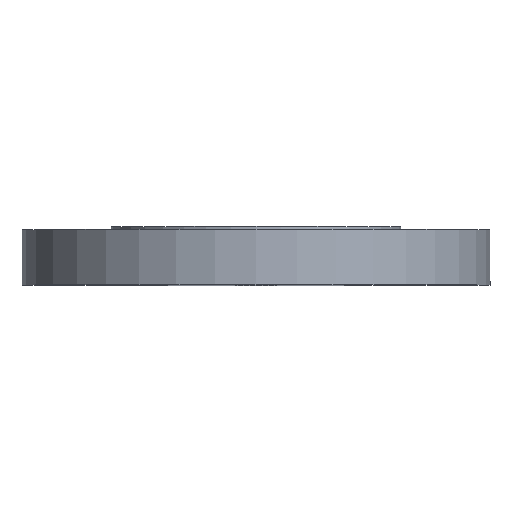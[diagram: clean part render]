
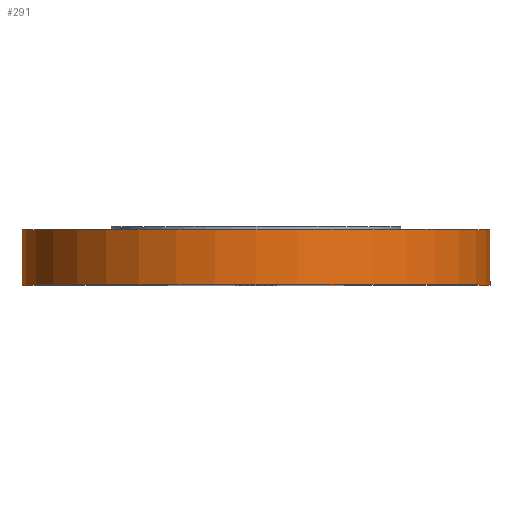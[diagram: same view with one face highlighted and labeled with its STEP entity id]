
A CAD part, top view. The second image highlights one B-rep face of the part: STEP entity #291.
In plain terms, the highlighted cylindrical face has radius 127 mm (diameter 254 mm), a partial arc.
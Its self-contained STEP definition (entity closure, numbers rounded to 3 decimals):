
#50 = CARTESIAN_POINT ( 'NONE',  ( 127., 0., 0. ) ) ;
#63 = ORIENTED_EDGE ( 'NONE', *, *, #758, .T. ) ;
#80 = VERTEX_POINT ( 'NONE', #361 ) ;
#86 = CARTESIAN_POINT ( 'NONE',  ( 0., 30.1, 0. ) ) ;
#101 = DIRECTION ( 'NONE',  ( -1., 0., 0. ) ) ;
#111 = EDGE_LOOP ( 'NONE', ( #63, #608, #127, #505 ) ) ;
#112 = LINE ( 'NONE', #843, #144 ) ;
#125 = LINE ( 'NONE', #462, #502 ) ;
#127 = ORIENTED_EDGE ( 'NONE', *, *, #402, .F. ) ;
#137 = DIRECTION ( 'NONE',  ( -1., 0., 0. ) ) ;
#144 = VECTOR ( 'NONE', #243, 1000. ) ;
#190 = EDGE_CURVE ( 'NONE', #592, #80, #112, .T. ) ;
#243 = DIRECTION ( 'NONE',  ( 0., 1., 0. ) ) ;
#262 = AXIS2_PLACEMENT_3D ( 'NONE', #86, #750, #101 ) ;
#263 = AXIS2_PLACEMENT_3D ( 'NONE', #593, #590, #519 ) ;
#276 = EDGE_CURVE ( 'NONE', #414, #374, #125, .T. ) ;
#291 = ADVANCED_FACE ( 'NONE', ( #658 ), #650, .T. ) ;
#314 = CIRCLE ( 'NONE', #263, 127. ) ;
#361 = CARTESIAN_POINT ( 'NONE',  ( 127., 30.1, 0. ) ) ;
#374 = VERTEX_POINT ( 'NONE', #483 ) ;
#395 = CARTESIAN_POINT ( 'NONE',  ( 0., 100.481, 0. ) ) ;
#402 = EDGE_CURVE ( 'NONE', #374, #80, #839, .T. ) ;
#414 = VERTEX_POINT ( 'NONE', #808 ) ;
#462 = CARTESIAN_POINT ( 'NONE',  ( -127., 100.481, 0. ) ) ;
#483 = CARTESIAN_POINT ( 'NONE',  ( -127., 30.1, 0. ) ) ;
#502 = VECTOR ( 'NONE', #517, 1000. ) ;
#505 = ORIENTED_EDGE ( 'NONE', *, *, #276, .F. ) ;
#517 = DIRECTION ( 'NONE',  ( 0., 1., 0. ) ) ;
#519 = DIRECTION ( 'NONE',  ( -1., 0., 0. ) ) ;
#590 = DIRECTION ( 'NONE',  ( 0., 1., 0. ) ) ;
#592 = VERTEX_POINT ( 'NONE', #50 ) ;
#593 = CARTESIAN_POINT ( 'NONE',  ( 0., 0., 0. ) ) ;
#608 = ORIENTED_EDGE ( 'NONE', *, *, #190, .T. ) ;
#624 = AXIS2_PLACEMENT_3D ( 'NONE', #395, #727, #137 ) ;
#650 = CYLINDRICAL_SURFACE ( 'NONE', #624, 127. ) ;
#658 = FACE_OUTER_BOUND ( 'NONE', #111, .T. ) ;
#727 = DIRECTION ( 'NONE',  ( 0., 1., 0. ) ) ;
#750 = DIRECTION ( 'NONE',  ( 0., 1., 0. ) ) ;
#758 = EDGE_CURVE ( 'NONE', #414, #592, #314, .T. ) ;
#808 = CARTESIAN_POINT ( 'NONE',  ( -127., 0., 0. ) ) ;
#839 = CIRCLE ( 'NONE', #262, 127. ) ;
#843 = CARTESIAN_POINT ( 'NONE',  ( 127., 100.481, 0. ) ) ;
